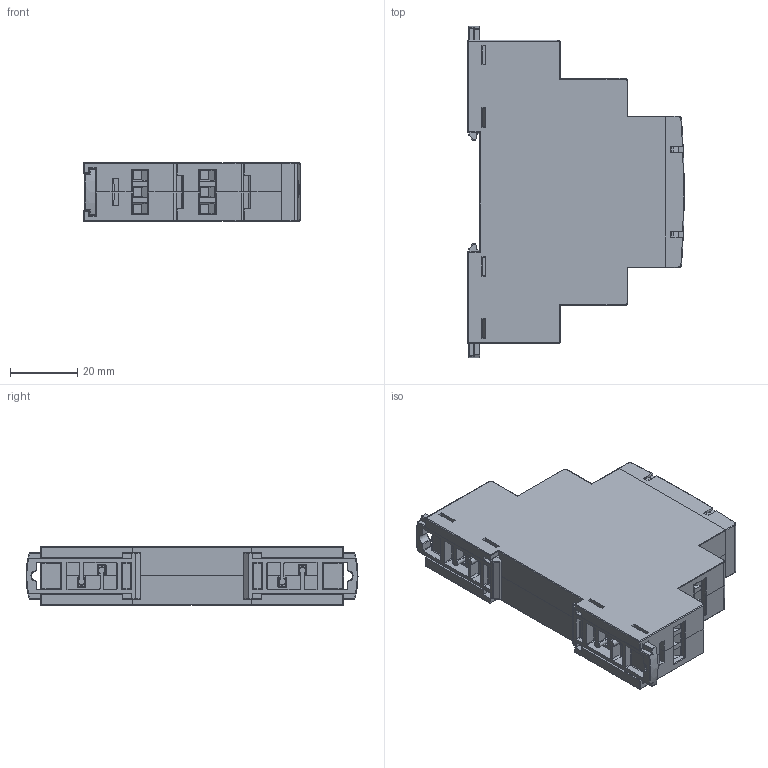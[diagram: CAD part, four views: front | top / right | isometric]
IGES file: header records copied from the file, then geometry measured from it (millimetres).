
Start section: SolidWorks IGES file using analytic representation for surfaces
Global section: file name: RPC-2MA-UNI.IGS; native system: SolidWorks 2017; preprocessor: SolidWorks 2017; author: pikusl; date: 170707.110431; units: millimetre
Bounding box: 64.24 x 98.6 x 17.5 mm (x, y, z)
Surface area: 39431.3 mm2 (no closed solid volume)
Topology: 0 solids, 0 shells, 2312 faces, 20559 edges, 20511 vertices
Faces by surface type: bspline 1673, revolution 639
